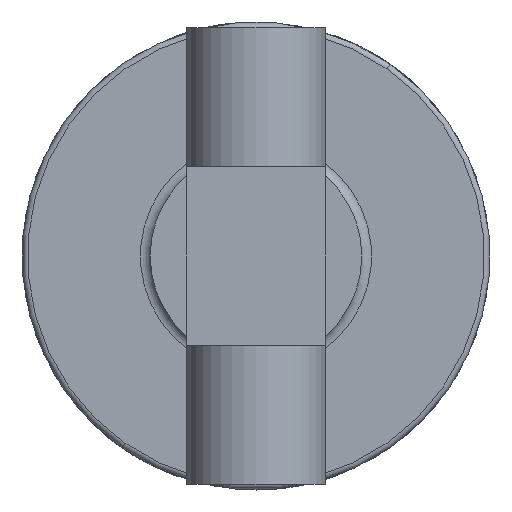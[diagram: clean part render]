
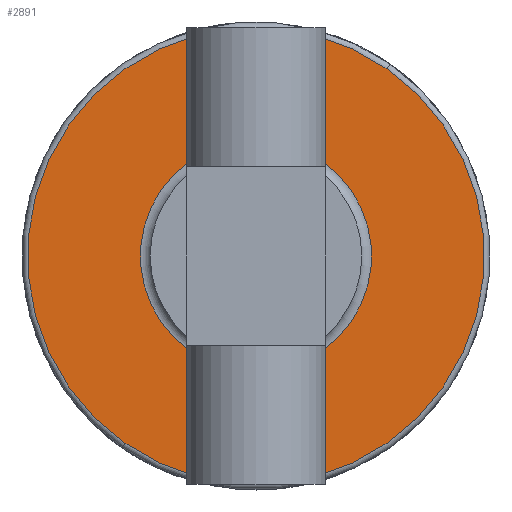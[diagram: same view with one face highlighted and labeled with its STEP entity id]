
A CAD part, front view. The second image highlights one B-rep face of the part: STEP entity #2891.
In plain terms, the highlighted planar face has unit normal (0, -1, 0).
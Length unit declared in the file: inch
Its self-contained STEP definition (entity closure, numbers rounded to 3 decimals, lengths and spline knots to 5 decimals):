
#249 = PLANE ( 'NONE',  #3987 ) ;
#257 = CARTESIAN_POINT ( 'NONE',  ( 0., 0.175, 0. ) ) ;
#371 = AXIS2_PLACEMENT_3D ( 'NONE', #6045, #2713, #2703 ) ;
#445 = CARTESIAN_POINT ( 'NONE',  ( -0.23517, 0.175, -0.33585 ) ) ;
#481 = EDGE_CURVE ( 'NONE', #3435, #6844, #2868, .T. ) ;
#619 = CARTESIAN_POINT ( 'NONE',  ( -0.11902, 0.175, -0.16997 ) ) ;
#660 = DIRECTION ( 'NONE',  ( 0., 1., 0. ) ) ;
#1026 = DIRECTION ( 'NONE',  ( 0.574, 0., 0.819 ) ) ;
#1297 = ORIENTED_EDGE ( 'NONE', *, *, #5790, .T. ) ;
#1335 = DIRECTION ( 'NONE',  ( 0., 1., 0. ) ) ;
#1606 = ORIENTED_EDGE ( 'NONE', *, *, #6966, .T. ) ;
#1801 = CARTESIAN_POINT ( 'NONE',  ( 0.11902, 0.175, 0.16997 ) ) ;
#1827 = EDGE_LOOP ( 'NONE', ( #6789, #1606 ) ) ;
#2326 = DIRECTION ( 'NONE',  ( 0., -1., 0. ) ) ;
#2616 = CIRCLE ( 'NONE', #6775, 0.2075 ) ;
#2703 = DIRECTION ( 'NONE',  ( 0.574, 0., 0.819 ) ) ;
#2713 = DIRECTION ( 'NONE',  ( 0., 1., 0. ) ) ;
#2734 = ORIENTED_EDGE ( 'NONE', *, *, #481, .T. ) ;
#2856 = EDGE_CURVE ( 'NONE', #4018, #6800, #3708, .T. ) ;
#2868 = CIRCLE ( 'NONE', #371, 0.2075 ) ;
#2891 = ADVANCED_FACE ( 'NONE', ( #6935, #4559 ), #249, .F. ) ;
#3267 = CARTESIAN_POINT ( 'NONE',  ( 0., 0.175, 0. ) ) ;
#3435 = VERTEX_POINT ( 'NONE', #1801 ) ;
#3483 = CARTESIAN_POINT ( 'NONE',  ( 0.16997, 0.175, -0.11902 ) ) ;
#3708 = CIRCLE ( 'NONE', #4876, 0.41 ) ;
#3987 = AXIS2_PLACEMENT_3D ( 'NONE', #3483, #1335, #5125 ) ;
#4018 = VERTEX_POINT ( 'NONE', #5791 ) ;
#4425 = AXIS2_PLACEMENT_3D ( 'NONE', #3267, #4990, #1026 ) ;
#4559 = FACE_BOUND ( 'NONE', #5098, .T. ) ;
#4876 = AXIS2_PLACEMENT_3D ( 'NONE', #5645, #2326, #6182 ) ;
#4990 = DIRECTION ( 'NONE',  ( 0., -1., 0. ) ) ;
#5098 = EDGE_LOOP ( 'NONE', ( #2734, #1297 ) ) ;
#5125 = DIRECTION ( 'NONE',  ( 0.574, 0., 0.819 ) ) ;
#5645 = CARTESIAN_POINT ( 'NONE',  ( 0., 0.175, 0. ) ) ;
#5790 = EDGE_CURVE ( 'NONE', #6844, #3435, #2616, .T. ) ;
#5791 = CARTESIAN_POINT ( 'NONE',  ( 0.23517, 0.175, 0.33585 ) ) ;
#6045 = CARTESIAN_POINT ( 'NONE',  ( 0., 0.175, 0. ) ) ;
#6182 = DIRECTION ( 'NONE',  ( 0.574, 0., 0.819 ) ) ;
#6376 = CIRCLE ( 'NONE', #4425, 0.41 ) ;
#6775 = AXIS2_PLACEMENT_3D ( 'NONE', #257, #660, #6880 ) ;
#6789 = ORIENTED_EDGE ( 'NONE', *, *, #2856, .T. ) ;
#6800 = VERTEX_POINT ( 'NONE', #445 ) ;
#6844 = VERTEX_POINT ( 'NONE', #619 ) ;
#6880 = DIRECTION ( 'NONE',  ( 0.574, 0., 0.819 ) ) ;
#6935 = FACE_OUTER_BOUND ( 'NONE', #1827, .T. ) ;
#6966 = EDGE_CURVE ( 'NONE', #6800, #4018, #6376, .T. ) ;
